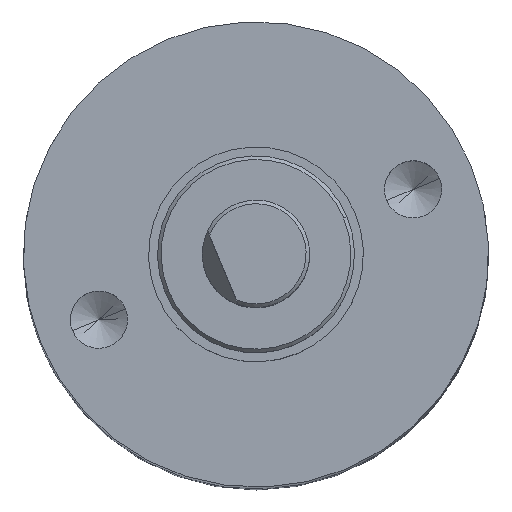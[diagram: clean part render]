
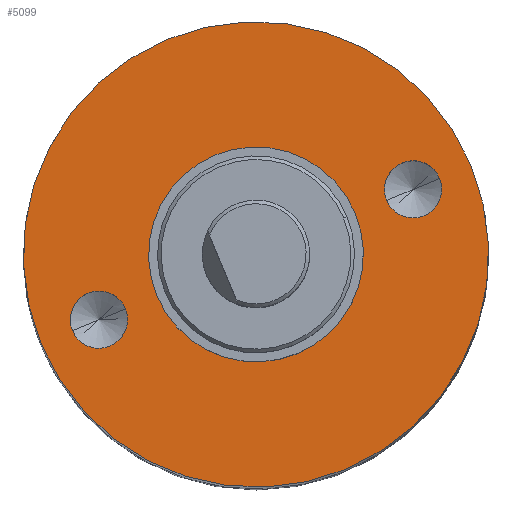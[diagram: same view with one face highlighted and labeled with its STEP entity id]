
A CAD part, top view. The second image highlights one B-rep face of the part: STEP entity #5099.
In plain terms, the highlighted face is planar.
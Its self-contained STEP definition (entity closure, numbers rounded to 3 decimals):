
#81 = AXIS2_PLACEMENT_3D ( 'NONE', #159, #3114, #589 ) ;
#159 = CARTESIAN_POINT ( 'NONE',  ( 4.75, 0., 0. ) ) ;
#193 = ORIENTED_EDGE ( 'NONE', *, *, #1543, .F. ) ;
#203 = DIRECTION ( 'NONE',  ( 1., 0., 0. ) ) ;
#223 = AXIS2_PLACEMENT_3D ( 'NONE', #5477, #2941, #402 ) ;
#300 = VERTEX_POINT ( 'NONE', #4139 ) ;
#366 = ORIENTED_EDGE ( 'NONE', *, *, #1058, .F. ) ;
#402 = DIRECTION ( 'NONE',  ( -1., 0., 0. ) ) ;
#474 = DIRECTION ( 'NONE',  ( 0., 0., 1. ) ) ;
#487 = ORIENTED_EDGE ( 'NONE', *, *, #658, .F. ) ;
#524 = DIRECTION ( 'NONE',  ( 1., 0., 0. ) ) ;
#558 = EDGE_LOOP ( 'NONE', ( #366, #573 ) ) ;
#573 = ORIENTED_EDGE ( 'NONE', *, *, #2817, .F. ) ;
#589 = DIRECTION ( 'NONE',  ( -1., 0., 0. ) ) ;
#658 = EDGE_CURVE ( 'NONE', #4984, #3243, #4836, .T. ) ;
#701 = VERTEX_POINT ( 'NONE', #3542 ) ;
#887 = CARTESIAN_POINT ( 'NONE',  ( 3.95, 0., 0. ) ) ;
#1058 = EDGE_CURVE ( 'NONE', #2695, #1735, #1220, .T. ) ;
#1070 = DIRECTION ( 'NONE',  ( 0., 0., -1. ) ) ;
#1182 = EDGE_CURVE ( 'NONE', #5279, #701, #2809, .T. ) ;
#1220 = CIRCLE ( 'NONE', #5478, 0.8 ) ;
#1403 = CARTESIAN_POINT ( 'NONE',  ( 0., 0., 0. ) ) ;
#1543 = EDGE_CURVE ( 'NONE', #3243, #4984, #4461, .T. ) ;
#1576 = CARTESIAN_POINT ( 'NONE',  ( 0., 0., 0. ) ) ;
#1637 = DIRECTION ( 'NONE',  ( 0., 0., -1. ) ) ;
#1735 = VERTEX_POINT ( 'NONE', #4153 ) ;
#1781 = FACE_BOUND ( 'NONE', #5335, .T. ) ;
#1814 = EDGE_CURVE ( 'NONE', #300, #4008, #3659, .T. ) ;
#1824 = DIRECTION ( 'NONE',  ( 1., 0., 0. ) ) ;
#1872 = EDGE_LOOP ( 'NONE', ( #2299, #5351 ) ) ;
#1908 = CARTESIAN_POINT ( 'NONE',  ( 3., 0., 0. ) ) ;
#2003 = DIRECTION ( 'NONE',  ( 1., 0., 0. ) ) ;
#2045 = FACE_BOUND ( 'NONE', #558, .T. ) ;
#2299 = ORIENTED_EDGE ( 'NONE', *, *, #1182, .T. ) ;
#2536 = AXIS2_PLACEMENT_3D ( 'NONE', #3609, #1070, #4033 ) ;
#2695 = VERTEX_POINT ( 'NONE', #887 ) ;
#2727 = CIRCLE ( 'NONE', #2536, 0.8 ) ;
#2742 = DIRECTION ( 'NONE',  ( 0., 0., 1. ) ) ;
#2809 = CIRCLE ( 'NONE', #3941, 3. ) ;
#2817 = EDGE_CURVE ( 'NONE', #1735, #2695, #3720, .T. ) ;
#2886 = ORIENTED_EDGE ( 'NONE', *, *, #1814, .F. ) ;
#2941 = DIRECTION ( 'NONE',  ( 0., 0., -1. ) ) ;
#3008 = CARTESIAN_POINT ( 'NONE',  ( 0., 0., 0. ) ) ;
#3048 = DIRECTION ( 'NONE',  ( 0., 0., 1. ) ) ;
#3114 = DIRECTION ( 'NONE',  ( 0., 0., -1. ) ) ;
#3243 = VERTEX_POINT ( 'NONE', #4391 ) ;
#3302 = EDGE_CURVE ( 'NONE', #4008, #300, #2727, .T. ) ;
#3427 = DIRECTION ( 'NONE',  ( 1., 0., 0. ) ) ;
#3542 = CARTESIAN_POINT ( 'NONE',  ( -3., 0., 0. ) ) ;
#3585 = AXIS2_PLACEMENT_3D ( 'NONE', #1403, #4363, #1824 ) ;
#3609 = CARTESIAN_POINT ( 'NONE',  ( -4.75, 0., 0. ) ) ;
#3659 = CIRCLE ( 'NONE', #223, 0.8 ) ;
#3705 = EDGE_LOOP ( 'NONE', ( #193, #487 ) ) ;
#3720 = CIRCLE ( 'NONE', #81, 0.8 ) ;
#3766 = EDGE_CURVE ( 'NONE', #701, #5279, #3981, .T. ) ;
#3815 = CARTESIAN_POINT ( 'NONE',  ( 6.5, 0., 0. ) ) ;
#3855 = CARTESIAN_POINT ( 'NONE',  ( -5.55, 0., 0. ) ) ;
#3898 = FACE_OUTER_BOUND ( 'NONE', #3705, .T. ) ;
#3941 = AXIS2_PLACEMENT_3D ( 'NONE', #5282, #2742, #203 ) ;
#3981 = CIRCLE ( 'NONE', #4020, 3. ) ;
#4008 = VERTEX_POINT ( 'NONE', #3855 ) ;
#4020 = AXIS2_PLACEMENT_3D ( 'NONE', #1576, #4537, #2003 ) ;
#4033 = DIRECTION ( 'NONE',  ( -1., 0., 0. ) ) ;
#4139 = CARTESIAN_POINT ( 'NONE',  ( -3.95, 0., 0. ) ) ;
#4153 = CARTESIAN_POINT ( 'NONE',  ( 5.55, 0., 0. ) ) ;
#4170 = CARTESIAN_POINT ( 'NONE',  ( 4.75, 0., 0. ) ) ;
#4312 = PLANE ( 'NONE',  #4920 ) ;
#4363 = DIRECTION ( 'NONE',  ( 0., 0., 1. ) ) ;
#4391 = CARTESIAN_POINT ( 'NONE',  ( -6.5, 0., 0. ) ) ;
#4461 = CIRCLE ( 'NONE', #4973, 6.5 ) ;
#4537 = DIRECTION ( 'NONE',  ( 0., 0., 1. ) ) ;
#4604 = DIRECTION ( 'NONE',  ( -1., 0., 0. ) ) ;
#4836 = CIRCLE ( 'NONE', #3585, 6.5 ) ;
#4920 = AXIS2_PLACEMENT_3D ( 'NONE', #5163, #3048, #524 ) ;
#4973 = AXIS2_PLACEMENT_3D ( 'NONE', #3008, #474, #3427 ) ;
#4984 = VERTEX_POINT ( 'NONE', #3815 ) ;
#5024 = FACE_BOUND ( 'NONE', #1872, .T. ) ;
#5068 = ORIENTED_EDGE ( 'NONE', *, *, #3302, .F. ) ;
#5099 = ADVANCED_FACE ( 'NONE', ( #2045, #1781, #5024, #3898 ), #4312, .F. ) ;
#5163 = CARTESIAN_POINT ( 'NONE',  ( 0., 0., 0. ) ) ;
#5279 = VERTEX_POINT ( 'NONE', #1908 ) ;
#5282 = CARTESIAN_POINT ( 'NONE',  ( 0., 0., 0. ) ) ;
#5335 = EDGE_LOOP ( 'NONE', ( #5068, #2886 ) ) ;
#5351 = ORIENTED_EDGE ( 'NONE', *, *, #3766, .T. ) ;
#5477 = CARTESIAN_POINT ( 'NONE',  ( -4.75, 0., 0. ) ) ;
#5478 = AXIS2_PLACEMENT_3D ( 'NONE', #4170, #1637, #4604 ) ;
